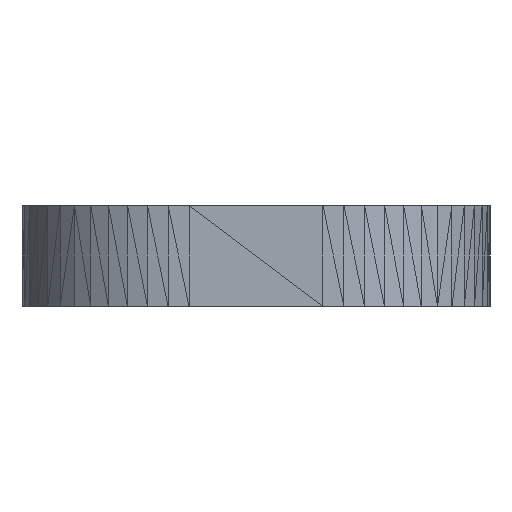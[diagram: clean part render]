
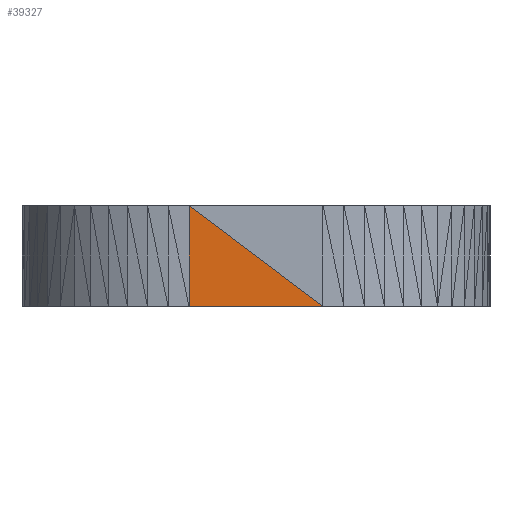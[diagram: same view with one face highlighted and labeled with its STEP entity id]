
A CAD part, left-side view. The second image highlights one B-rep face of the part: STEP entity #39327.
In plain terms, the highlighted planar face has unit normal (-1, 0, 0).
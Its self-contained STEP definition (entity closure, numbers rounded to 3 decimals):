
#39132 = VERTEX_POINT('',#39133);
#39133 = CARTESIAN_POINT('',(-18.5,1.,1.5));
#39168 = PLANE('',#39169);
#39169 = AXIS2_PLACEMENT_3D('',#39170,#39171,#39172);
#39170 = CARTESIAN_POINT('',(-18.5,-0.25,1.));
#39171 = DIRECTION('',(-1.,-0.,-0.));
#39172 = DIRECTION('',(0.,0.,-1.));
#39184 = VERTEX_POINT('',#39185);
#39185 = CARTESIAN_POINT('',(-18.5,1.,0.));
#39206 = PLANE('',#39207);
#39207 = AXIS2_PLACEMENT_3D('',#39208,#39209,#39210);
#39208 = CARTESIAN_POINT('',(-18.495,1.086,
    0.82));
#39209 = DIRECTION('',(-0.998,0.063,
    0.));
#39210 = DIRECTION('',(-0.063,-0.998,0.));
#39276 = EDGE_CURVE('',#39132,#39184,#39277,.T.);
#39277 = SURFACE_CURVE('',#39278,(#39282,#39289),.PCURVE_S1.);
#39278 = LINE('',#39279,#39280);
#39279 = CARTESIAN_POINT('',(-18.5,1.,1.5));
#39280 = VECTOR('',#39281,1.);
#39281 = DIRECTION('',(0.,0.,-1.));
#39282 = PCURVE('',#39206,#39283);
#39283 = DEFINITIONAL_REPRESENTATION('',(#39284),#39288);
#39284 = LINE('',#39285,#39286);
#39285 = CARTESIAN_POINT('',(0.087,0.68));
#39286 = VECTOR('',#39287,1.);
#39287 = DIRECTION('',(0.,-1.));
#39288 = ( GEOMETRIC_REPRESENTATION_CONTEXT(2) 
PARAMETRIC_REPRESENTATION_CONTEXT() REPRESENTATION_CONTEXT('2D SPACE',''
  ) );
#39289 = PCURVE('',#39290,#39295);
#39290 = PLANE('',#39291);
#39291 = AXIS2_PLACEMENT_3D('',#39292,#39293,#39294);
#39292 = CARTESIAN_POINT('',(-18.5,0.25,0.5));
#39293 = DIRECTION('',(-1.,-0.,-0.));
#39294 = DIRECTION('',(0.,0.,-1.));
#39295 = DEFINITIONAL_REPRESENTATION('',(#39296),#39300);
#39296 = LINE('',#39297,#39298);
#39297 = CARTESIAN_POINT('',(-1.,-0.75));
#39298 = VECTOR('',#39299,1.);
#39299 = DIRECTION('',(1.,0.));
#39300 = ( GEOMETRIC_REPRESENTATION_CONTEXT(2) 
PARAMETRIC_REPRESENTATION_CONTEXT() REPRESENTATION_CONTEXT('2D SPACE',''
  ) );
#39327 = ADVANCED_FACE('',(#39328),#39290,.T.);
#39328 = FACE_BOUND('',#39329,.T.);
#39329 = EDGE_LOOP('',(#39330,#39353,#39354));
#39330 = ORIENTED_EDGE('',*,*,#39331,.T.);
#39331 = EDGE_CURVE('',#39332,#39132,#39334,.T.);
#39332 = VERTEX_POINT('',#39333);
#39333 = CARTESIAN_POINT('',(-18.5,-1.,0.));
#39334 = SURFACE_CURVE('',#39335,(#39339,#39346),.PCURVE_S1.);
#39335 = LINE('',#39336,#39337);
#39336 = CARTESIAN_POINT('',(-18.5,-1.,0.));
#39337 = VECTOR('',#39338,1.);
#39338 = DIRECTION('',(0.,0.8,0.6));
#39339 = PCURVE('',#39290,#39340);
#39340 = DEFINITIONAL_REPRESENTATION('',(#39341),#39345);
#39341 = LINE('',#39342,#39343);
#39342 = CARTESIAN_POINT('',(0.5,1.25));
#39343 = VECTOR('',#39344,1.);
#39344 = DIRECTION('',(-0.6,-0.8));
#39345 = ( GEOMETRIC_REPRESENTATION_CONTEXT(2) 
PARAMETRIC_REPRESENTATION_CONTEXT() REPRESENTATION_CONTEXT('2D SPACE',''
  ) );
#39346 = PCURVE('',#39168,#39347);
#39347 = DEFINITIONAL_REPRESENTATION('',(#39348),#39352);
#39348 = LINE('',#39349,#39350);
#39349 = CARTESIAN_POINT('',(1.,0.75));
#39350 = VECTOR('',#39351,1.);
#39351 = DIRECTION('',(-0.6,-0.8));
#39352 = ( GEOMETRIC_REPRESENTATION_CONTEXT(2) 
PARAMETRIC_REPRESENTATION_CONTEXT() REPRESENTATION_CONTEXT('2D SPACE',''
  ) );
#39353 = ORIENTED_EDGE('',*,*,#39276,.T.);
#39354 = ORIENTED_EDGE('',*,*,#39355,.T.);
#39355 = EDGE_CURVE('',#39184,#39332,#39356,.T.);
#39356 = SURFACE_CURVE('',#39357,(#39361,#39368),.PCURVE_S1.);
#39357 = LINE('',#39358,#39359);
#39358 = CARTESIAN_POINT('',(-18.5,1.,0.));
#39359 = VECTOR('',#39360,1.);
#39360 = DIRECTION('',(0.,-1.,0.));
#39361 = PCURVE('',#39290,#39362);
#39362 = DEFINITIONAL_REPRESENTATION('',(#39363),#39367);
#39363 = LINE('',#39364,#39365);
#39364 = CARTESIAN_POINT('',(0.5,-0.75));
#39365 = VECTOR('',#39366,1.);
#39366 = DIRECTION('',(0.,1.));
#39367 = ( GEOMETRIC_REPRESENTATION_CONTEXT(2) 
PARAMETRIC_REPRESENTATION_CONTEXT() REPRESENTATION_CONTEXT('2D SPACE',''
  ) );
#39368 = PCURVE('',#39369,#39374);
#39369 = PLANE('',#39370);
#39370 = AXIS2_PLACEMENT_3D('',#39371,#39372,#39373);
#39371 = CARTESIAN_POINT('',(-17.894,0.,0.));
#39372 = DIRECTION('',(-0.,-0.,-1.));
#39373 = DIRECTION('',(-1.,0.,0.));
#39374 = DEFINITIONAL_REPRESENTATION('',(#39375),#39379);
#39375 = LINE('',#39376,#39377);
#39376 = CARTESIAN_POINT('',(0.606,1.));
#39377 = VECTOR('',#39378,1.);
#39378 = DIRECTION('',(0.,-1.));
#39379 = ( GEOMETRIC_REPRESENTATION_CONTEXT(2) 
PARAMETRIC_REPRESENTATION_CONTEXT() REPRESENTATION_CONTEXT('2D SPACE',''
  ) );
